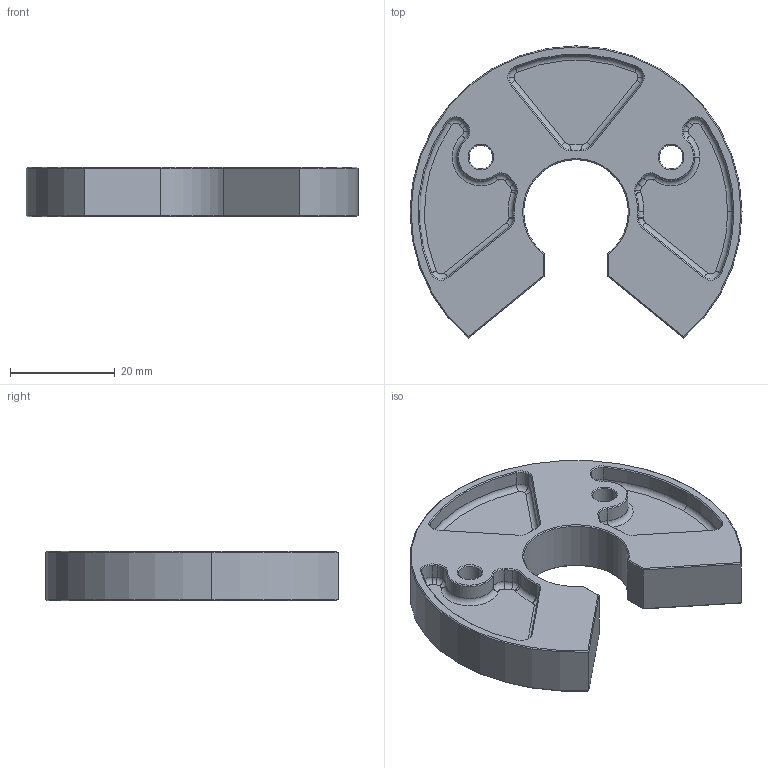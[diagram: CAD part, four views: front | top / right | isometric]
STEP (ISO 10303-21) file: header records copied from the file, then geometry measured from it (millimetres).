
FILE_DESCRIPTION (( 'STEP AP214' ), '1' );
FILE_NAME ('Z-TH1-P25.STEP', '2020-06-22T10:43:14', ( '' ), ( '' ), 'SwSTEP 2.0', 'SolidWorks 2017', '' );
FILE_SCHEMA (( 'AUTOMOTIVE_DESIGN' ));
Length unit declared in the file: millimetre
Products named in the file (3): 900080858_000; 900080824_001_Z001; Z-TH1-P25
Assembly tree (5 placements, depth 2):
  Z-TH1-P25
    900080824_001_Z001
    900080858_000  x4
Bounding box: 63.5 x 55.87 x 9.5 mm (x, y, z)
Volume: 14933.9 mm3; surface area: 9849.8 mm2
Topology: 5 solids, 5 shells, 316 faces, 720 edges, 420 vertices
Faces by surface type: cylinder 88, cone 82, plane 76, torus 70
Entity records: 8598 total; most frequent: DIRECTION 1682, CARTESIAN_POINT 1410, ORIENTED_EDGE 1368, AXIS2_PLACEMENT_3D 700, EDGE_CURVE 684, VERTEX_POINT 396, CIRCLE 394, EDGE_LOOP 308
